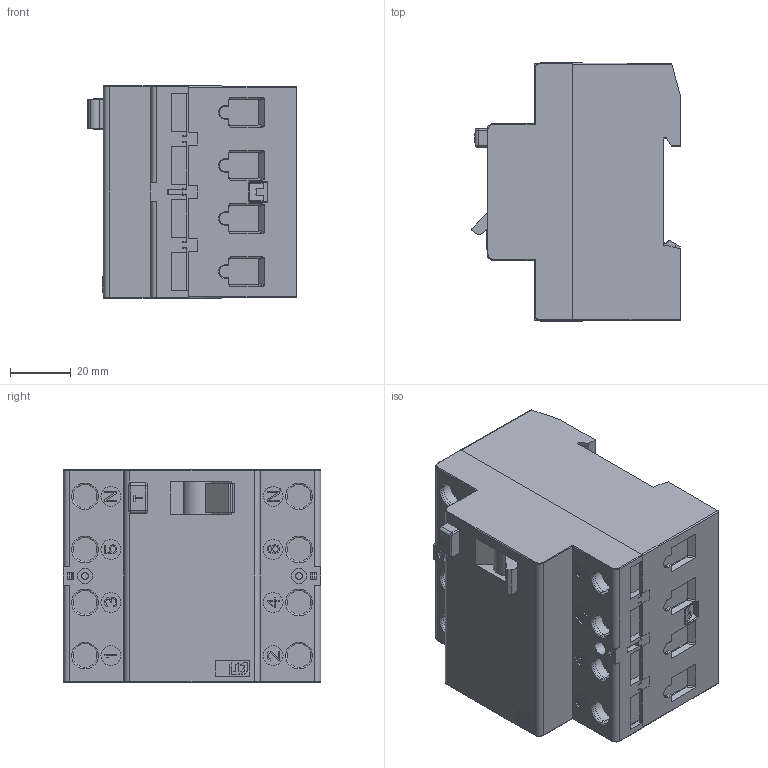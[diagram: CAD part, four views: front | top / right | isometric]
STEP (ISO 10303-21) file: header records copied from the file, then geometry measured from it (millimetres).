
FILE_DESCRIPTION((''),'2;1');
FILE_NAME('EFI_4_100_00206215X_SW0004','2017-06-23T',('aljaz.cop'),('Audax d.o.o.'),'CREO PARAMETRIC BY PTC INC, 2015380','CREO PARAMETRIC BY PTC INC, 2015380','');
FILE_SCHEMA(('CONFIG_CONTROL_DESIGN'));
Products named in the file (1): EFI_4_100_00206215X_SW0004
Bounding box: 68.8 x 85 x 70 mm (x, y, z)
Volume: 307508 mm3; surface area: 46479.3 mm2
Topology: 1 solids, 44 shells, 1483 faces, 3993 edges, 2630 vertices
Faces by surface type: plane 1098, cylinder 282, extrusion 41, torus 26, cone 16, bspline 16, sphere 4
Entity records: 60410 total; most frequent: CARTESIAN_POINT 11254, ORIENTED_EDGE 7970, DIRECTION 7009, PRESENTATION_STYLE_ASSIGNMENT 3999, STYLED_ITEM 3986, CURVE_STYLE 3985, EDGE_CURVE 3985, VECTOR 3149
